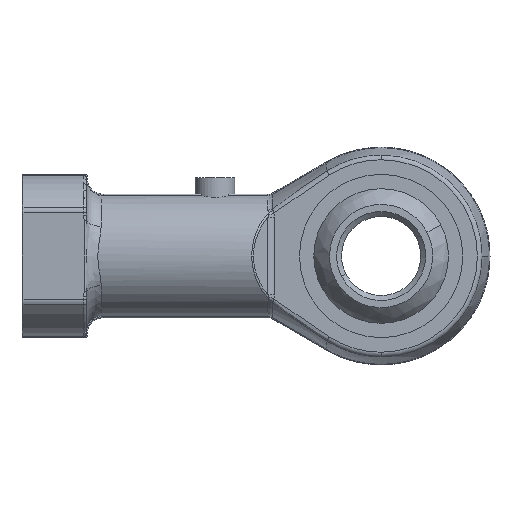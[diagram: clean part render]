
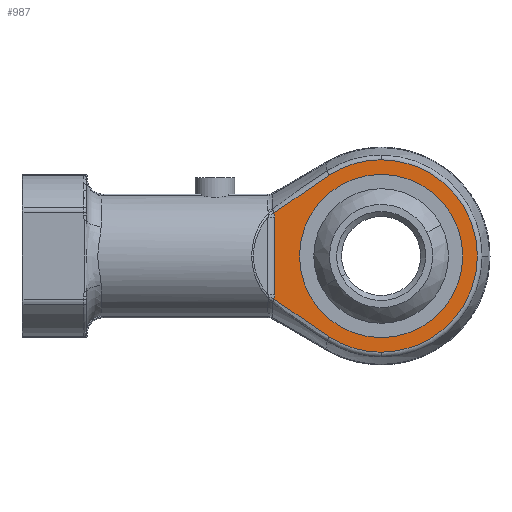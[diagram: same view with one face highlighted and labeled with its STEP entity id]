
A CAD part, front view. The second image highlights one B-rep face of the part: STEP entity #987.
In plain terms, the highlighted planar face has unit normal (0, -1, 0).
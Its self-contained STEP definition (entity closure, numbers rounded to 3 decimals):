
#40 = CIRCLE ( 'NONE', #6746, 8.25 ) ;
#122 = EDGE_LOOP ( 'NONE', ( #3727, #422 ) ) ;
#202 = CARTESIAN_POINT ( 'NONE',  ( 31.05, -4.45, -8.191 ) ) ;
#331 = EDGE_CURVE ( 'NONE', #1703, #3208, #1318, .T. ) ;
#422 = ORIENTED_EDGE ( 'NONE', *, *, #7242, .F. ) ;
#552 = DIRECTION ( 'NONE',  ( 0., 0., -1. ) ) ;
#583 = DIRECTION ( 'NONE',  ( 0., -1., 0. ) ) ;
#675 = AXIS2_PLACEMENT_3D ( 'NONE', #3791, #8915, #2965 ) ;
#680 = VERTEX_POINT ( 'NONE', #8394 ) ;
#729 = EDGE_CURVE ( 'NONE', #6961, #2033, #1152, .T. ) ;
#742 = CARTESIAN_POINT ( 'NONE',  ( 36.3, -4.45, -9.729 ) ) ;
#806 = ORIENTED_EDGE ( 'NONE', *, *, #2736, .T. ) ;
#837 = CARTESIAN_POINT ( 'NONE',  ( 25.54, -4.45, 3.892 ) ) ;
#987 = ADVANCED_FACE ( 'NONE', ( #3070, #4830 ), #994, .T. ) ;
#994 = PLANE ( 'NONE',  #675 ) ;
#1152 = CIRCLE ( 'NONE', #2620, 9.729 ) ;
#1222 = AXIS2_PLACEMENT_3D ( 'NONE', #5303, #583, #7333 ) ;
#1295 = DIRECTION ( 'NONE',  ( 0., 0., -1. ) ) ;
#1314 = CARTESIAN_POINT ( 'NONE',  ( 25.456, -4.45, 4.333 ) ) ;
#1318 = B_SPLINE_CURVE_WITH_KNOTS ( 'NONE', 3,
 ( #7314, #1779, #4754, #7748 ),
 .UNSPECIFIED., .F., .F.,
 ( 4, 4 ),
 ( 0., 0. ),
 .UNSPECIFIED. ) ;
#1338 = DIRECTION ( 'NONE',  ( 0., 0., -1. ) ) ;
#1395 = EDGE_LOOP ( 'NONE', ( #5085, #3318, #1772, #3370, #806, #3724, #6528, #7935 ) ) ;
#1434 = CARTESIAN_POINT ( 'NONE',  ( 36.3, -4.45, 0. ) ) ;
#1703 = VERTEX_POINT ( 'NONE', #5653 ) ;
#1772 = ORIENTED_EDGE ( 'NONE', *, *, #8042, .T. ) ;
#1779 = CARTESIAN_POINT ( 'NONE',  ( 25.54, -4.45, -4.044 ) ) ;
#1883 = VERTEX_POINT ( 'NONE', #4533 ) ;
#2004 = LINE ( 'NONE', #9516, #9326 ) ;
#2033 = VERTEX_POINT ( 'NONE', #742 ) ;
#2038 = CARTESIAN_POINT ( 'NONE',  ( 25.456, -4.45, -4.333 ) ) ;
#2078 = EDGE_CURVE ( 'NONE', #3353, #1703, #2004, .T. ) ;
#2173 = VERTEX_POINT ( 'NONE', #9196 ) ;
#2214 = CARTESIAN_POINT ( 'NONE',  ( 27.275, -4.45, 5.684 ) ) ;
#2441 = CARTESIAN_POINT ( 'NONE',  ( 26.348, -4.45, -5.031 ) ) ;
#2620 = AXIS2_PLACEMENT_3D ( 'NONE', #7023, #5548, #2689 ) ;
#2689 = DIRECTION ( 'NONE',  ( 0., 0., -1. ) ) ;
#2695 = VERTEX_POINT ( 'NONE', #9445 ) ;
#2736 = EDGE_CURVE ( 'NONE', #2033, #7026, #7250, .T. ) ;
#2826 = EDGE_CURVE ( 'NONE', #2695, #3353, #7118, .T. ) ;
#2939 = CARTESIAN_POINT ( 'NONE',  ( 31.05, -4.45, 8.191 ) ) ;
#2941 = EDGE_CURVE ( 'NONE', #7026, #2173, #7469, .T. ) ;
#2965 = DIRECTION ( 'NONE',  ( 0., 0., -1. ) ) ;
#3070 = FACE_BOUND ( 'NONE', #122, .T. ) ;
#3134 = CIRCLE ( 'NONE', #8602, 8.25 ) ;
#3169 = CARTESIAN_POINT ( 'NONE',  ( 30.096, -4.45, -7.579 ) ) ;
#3208 = VERTEX_POINT ( 'NONE', #2038 ) ;
#3318 = ORIENTED_EDGE ( 'NONE', *, *, #331, .T. ) ;
#3353 = VERTEX_POINT ( 'NONE', #4179 ) ;
#3370 = ORIENTED_EDGE ( 'NONE', *, *, #729, .T. ) ;
#3509 = DIRECTION ( 'NONE',  ( 0., -1., 0. ) ) ;
#3724 = ORIENTED_EDGE ( 'NONE', *, *, #2941, .T. ) ;
#3727 = ORIENTED_EDGE ( 'NONE', *, *, #6235, .F. ) ;
#3791 = CARTESIAN_POINT ( 'NONE',  ( 25.125, -4.45, -11. ) ) ;
#3806 = CARTESIAN_POINT ( 'NONE',  ( 25.54, -4.45, 4.044 ) ) ;
#4179 = CARTESIAN_POINT ( 'NONE',  ( 25.54, -4.45, 3.892 ) ) ;
#4374 = DIRECTION ( 'NONE',  ( 0., -1., 0. ) ) ;
#4533 = CARTESIAN_POINT ( 'NONE',  ( 36.3, -4.45, 8.25 ) ) ;
#4754 = CARTESIAN_POINT ( 'NONE',  ( 25.517, -4.45, -4.194 ) ) ;
#4830 = FACE_OUTER_BOUND ( 'NONE', #1395, .T. ) ;
#5000 = DIRECTION ( 'NONE',  ( 0., -1., 0. ) ) ;
#5085 = ORIENTED_EDGE ( 'NONE', *, *, #2078, .T. ) ;
#5189 = CARTESIAN_POINT ( 'NONE',  ( 26.348, -4.45, 5.031 ) ) ;
#5303 = CARTESIAN_POINT ( 'NONE',  ( 36.3, -4.45, 0. ) ) ;
#5416 = CARTESIAN_POINT ( 'NONE',  ( 25.456, -4.45, -4.333 ) ) ;
#5548 = DIRECTION ( 'NONE',  ( 0., -1., 0. ) ) ;
#5653 = CARTESIAN_POINT ( 'NONE',  ( 25.54, -4.45, -3.892 ) ) ;
#5850 = DIRECTION ( 'NONE',  ( 0., 0., -1. ) ) ;
#5863 = CARTESIAN_POINT ( 'NONE',  ( 36.3, -4.45, 9.729 ) ) ;
#5915 = CARTESIAN_POINT ( 'NONE',  ( 30.096, -4.45, 7.579 ) ) ;
#6148 = CARTESIAN_POINT ( 'NONE',  ( 29.148, -4.45, -6.959 ) ) ;
#6235 = EDGE_CURVE ( 'NONE', #1883, #680, #3134, .T. ) ;
#6324 = CARTESIAN_POINT ( 'NONE',  ( 36.3, -4.45, 0. ) ) ;
#6516 = CARTESIAN_POINT ( 'NONE',  ( 36.3, -4.45, 0. ) ) ;
#6528 = ORIENTED_EDGE ( 'NONE', *, *, #8318, .T. ) ;
#6746 = AXIS2_PLACEMENT_3D ( 'NONE', #1434, #5000, #1295 ) ;
#6802 = CARTESIAN_POINT ( 'NONE',  ( 25.517, -4.45, 4.194 ) ) ;
#6929 = B_SPLINE_CURVE_WITH_KNOTS ( 'NONE', 3,
 ( #2939, #5915, #8889, #2214, #5189, #8179 ),
 .UNSPECIFIED., .F., .F.,
 ( 4, 2, 4 ),
 ( 0., 0.003, 0.007 ),
 .UNSPECIFIED. ) ;
#6961 = VERTEX_POINT ( 'NONE', #7100 ) ;
#7023 = CARTESIAN_POINT ( 'NONE',  ( 36.3, -4.45, 0. ) ) ;
#7026 = VERTEX_POINT ( 'NONE', #5863 ) ;
#7100 = CARTESIAN_POINT ( 'NONE',  ( 31.05, -4.45, -8.191 ) ) ;
#7118 = B_SPLINE_CURVE_WITH_KNOTS ( 'NONE', 3,
 ( #1314, #6802, #3806, #837 ),
 .UNSPECIFIED., .F., .F.,
 ( 4, 4 ),
 ( 0., 0. ),
 .UNSPECIFIED. ) ;
#7242 = EDGE_CURVE ( 'NONE', #680, #1883, #40, .T. ) ;
#7250 = CIRCLE ( 'NONE', #8840, 9.729 ) ;
#7314 = CARTESIAN_POINT ( 'NONE',  ( 25.54, -4.45, -3.892 ) ) ;
#7333 = DIRECTION ( 'NONE',  ( 0., 0., -1. ) ) ;
#7469 = CIRCLE ( 'NONE', #1222, 9.729 ) ;
#7678 = B_SPLINE_CURVE_WITH_KNOTS ( 'NONE', 3,
 ( #5416, #2441, #9117, #6148, #3169, #202 ),
 .UNSPECIFIED., .F., .F.,
 ( 4, 2, 4 ),
 ( 0., 0.004, 0.007 ),
 .UNSPECIFIED. ) ;
#7748 = CARTESIAN_POINT ( 'NONE',  ( 25.456, -4.45, -4.333 ) ) ;
#7935 = ORIENTED_EDGE ( 'NONE', *, *, #2826, .T. ) ;
#8042 = EDGE_CURVE ( 'NONE', #3208, #6961, #7678, .T. ) ;
#8179 = CARTESIAN_POINT ( 'NONE',  ( 25.456, -4.45, 4.333 ) ) ;
#8318 = EDGE_CURVE ( 'NONE', #2173, #2695, #6929, .T. ) ;
#8394 = CARTESIAN_POINT ( 'NONE',  ( 36.3, -4.45, -8.25 ) ) ;
#8602 = AXIS2_PLACEMENT_3D ( 'NONE', #6516, #3509, #552 ) ;
#8840 = AXIS2_PLACEMENT_3D ( 'NONE', #6324, #4374, #1338 ) ;
#8889 = CARTESIAN_POINT ( 'NONE',  ( 29.148, -4.45, 6.959 ) ) ;
#8915 = DIRECTION ( 'NONE',  ( 0., -1., 0. ) ) ;
#9117 = CARTESIAN_POINT ( 'NONE',  ( 27.275, -4.45, -5.684 ) ) ;
#9196 = CARTESIAN_POINT ( 'NONE',  ( 31.05, -4.45, 8.191 ) ) ;
#9326 = VECTOR ( 'NONE', #5850, 1000. ) ;
#9445 = CARTESIAN_POINT ( 'NONE',  ( 25.456, -4.45, 4.333 ) ) ;
#9516 = CARTESIAN_POINT ( 'NONE',  ( 25.54, -4.45, -4.071 ) ) ;
